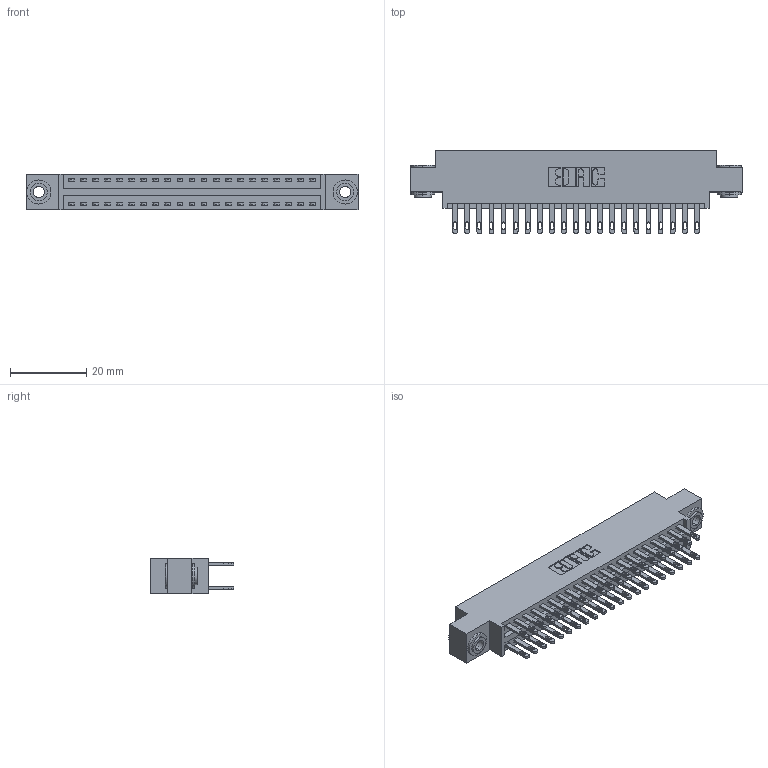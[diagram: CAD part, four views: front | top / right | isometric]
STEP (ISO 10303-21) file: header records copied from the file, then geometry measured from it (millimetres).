
FILE_DESCRIPTION (( 'STEP AP203' ), '1' );
FILE_NAME ('896-042-500-803.STEP', '2021-07-27T21:43:02', ( '' ), ( '' ), 'SwSTEP 2.0', 'SolidWorks 2020', '' );
FILE_SCHEMA (( 'CONFIG_CONTROL_DESIGN' ));
Length unit declared in the file: inch
Products named in the file (4): 846 Part_0.170 Offset - 0.156 Dia-TH; 345-292-001_345-293-100; 345-250-002_345-250-002-102; 896-042-500-803
Assembly tree (45 placements, depth 2):
  896-042-500-803
    846 Part_0.170 Offset - 0.156 Dia-TH
    345-292-001_345-293-100  x42
    345-250-002_345-250-002-102  x2
Bounding box: 87.25 x 21.84 x 9.4 mm (x, y, z)
Volume: 8337.9 mm3; surface area: 11964.3 mm2
Topology: 45 solids, 45 shells, 2180 faces, 6591 edges, 4390 vertices
Faces by surface type: plane 1308, cylinder 864, cone 8
Entity records: 17244 total; most frequent: CARTESIAN_POINT 2847, ORIENTED_EDGE 2774, DIRECTION 2593, EDGE_CURVE 1387, VECTOR 1143, LINE 1143, VERTEX_POINT 922, AXIS2_PLACEMENT_3D 725
